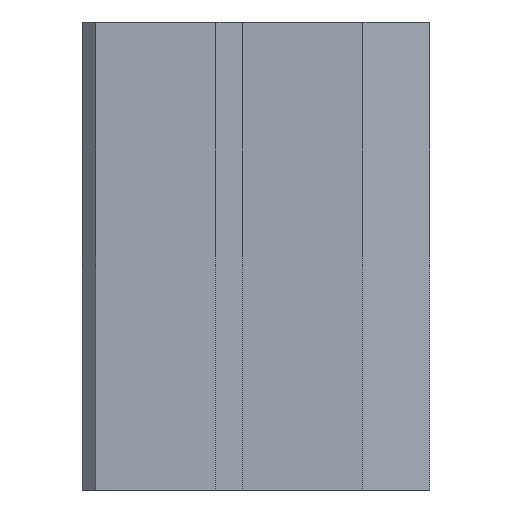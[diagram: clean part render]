
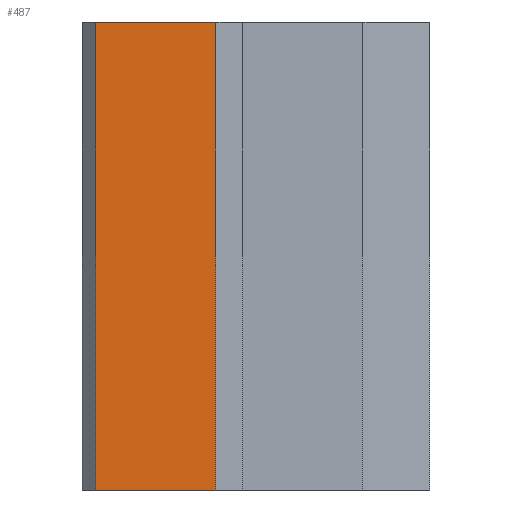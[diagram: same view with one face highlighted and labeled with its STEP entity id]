
A CAD part, left-side view. The second image highlights one B-rep face of the part: STEP entity #487.
In plain terms, the highlighted planar face has unit normal (-1, 0, 0).
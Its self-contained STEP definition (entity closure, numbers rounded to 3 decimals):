
#6 = CARTESIAN_POINT ( 'NONE',  ( -20., 3., 35. ) ) ;
#35 = EDGE_CURVE ( 'NONE', #975, #1470, #1326, .T. ) ;
#49 = VECTOR ( 'NONE', #879, 1000. ) ;
#134 = EDGE_LOOP ( 'NONE', ( #350, #1259, #291, #1201 ) ) ;
#157 = VECTOR ( 'NONE', #1488, 1000. ) ;
#192 = DIRECTION ( 'NONE',  ( 0., 0., -1. ) ) ;
#196 = VERTEX_POINT ( 'NONE', #1146 ) ;
#291 = ORIENTED_EDGE ( 'NONE', *, *, #35, .F. ) ;
#322 = VECTOR ( 'NONE', #192, 1000. ) ;
#350 = ORIENTED_EDGE ( 'NONE', *, *, #1296, .T. ) ;
#355 = FACE_OUTER_BOUND ( 'NONE', #134, .T. ) ;
#370 = AXIS2_PLACEMENT_3D ( 'NONE', #1084, #485, #1457 ) ;
#429 = CARTESIAN_POINT ( 'NONE',  ( -20., 12., 0. ) ) ;
#444 = LINE ( 'NONE', #1298, #1543 ) ;
#481 = CARTESIAN_POINT ( 'NONE',  ( -20., 3., 35. ) ) ;
#485 = DIRECTION ( 'NONE',  ( 1., 0., 0. ) ) ;
#487 = ADVANCED_FACE ( 'NONE', ( #355 ), #1209, .F. ) ;
#697 = EDGE_CURVE ( 'NONE', #975, #726, #1509, .T. ) ;
#726 = VERTEX_POINT ( 'NONE', #429 ) ;
#879 = DIRECTION ( 'NONE',  ( 0., -1., 0. ) ) ;
#964 = LINE ( 'NONE', #1502, #157 ) ;
#975 = VERTEX_POINT ( 'NONE', #1362 ) ;
#1084 = CARTESIAN_POINT ( 'NONE',  ( -20., 3., 35. ) ) ;
#1112 = EDGE_CURVE ( 'NONE', #1470, #196, #964, .T. ) ;
#1146 = CARTESIAN_POINT ( 'NONE',  ( -20., 3., 0. ) ) ;
#1201 = ORIENTED_EDGE ( 'NONE', *, *, #697, .T. ) ;
#1209 = PLANE ( 'NONE',  #370 ) ;
#1259 = ORIENTED_EDGE ( 'NONE', *, *, #1112, .F. ) ;
#1296 = EDGE_CURVE ( 'NONE', #726, #196, #444, .T. ) ;
#1298 = CARTESIAN_POINT ( 'NONE',  ( -20., 3., 0. ) ) ;
#1326 = LINE ( 'NONE', #6, #49 ) ;
#1340 = CARTESIAN_POINT ( 'NONE',  ( -20., 12., 35. ) ) ;
#1362 = CARTESIAN_POINT ( 'NONE',  ( -20., 12., 35. ) ) ;
#1457 = DIRECTION ( 'NONE',  ( 0., 0., -1. ) ) ;
#1470 = VERTEX_POINT ( 'NONE', #481 ) ;
#1488 = DIRECTION ( 'NONE',  ( 0., 0., -1. ) ) ;
#1502 = CARTESIAN_POINT ( 'NONE',  ( -20., 3., 35. ) ) ;
#1509 = LINE ( 'NONE', #1340, #322 ) ;
#1543 = VECTOR ( 'NONE', #1553, 1000. ) ;
#1553 = DIRECTION ( 'NONE',  ( 0., -1., 0. ) ) ;
